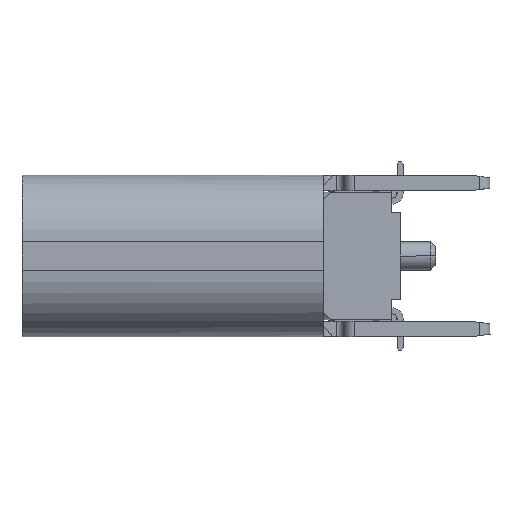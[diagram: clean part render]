
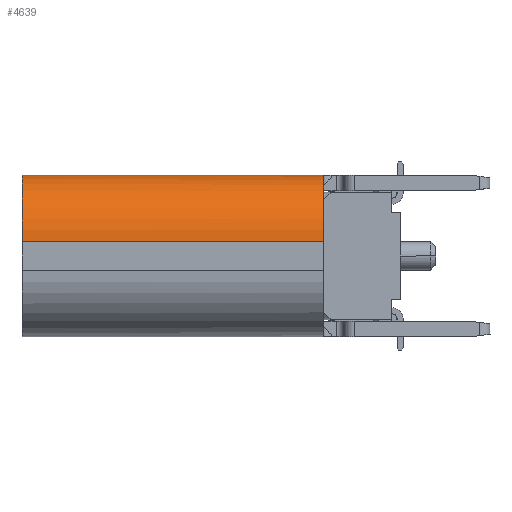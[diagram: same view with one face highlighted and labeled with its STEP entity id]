
A CAD part, left-side view. The second image highlights one B-rep face of the part: STEP entity #4639.
In plain terms, the highlighted cylindrical face has radius 1.3 mm (diameter 2.6 mm), a partial arc.
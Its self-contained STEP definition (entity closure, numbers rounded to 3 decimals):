
#4639=ADVANCED_FACE('NONE',(#7536),#7537,.T.);
#7536=FACE_OUTER_BOUND('',#15509,.T.);
#7537=CYLINDRICAL_SURFACE('',#15510,1.3);
#15509=EDGE_LOOP('',(#19811,#19812,#19813,#19814,#19815));
#15510=AXIS2_PLACEMENT_3D('',#19816,#19817,#19818);
#19811=ORIENTED_EDGE('',*,*,#27203,.T.);
#19812=ORIENTED_EDGE('',*,*,#27204,.F.);
#19813=ORIENTED_EDGE('',*,*,#27205,.T.);
#19814=ORIENTED_EDGE('',*,*,#27113,.T.);
#19815=ORIENTED_EDGE('',*,*,#27117,.T.);
#19816=CARTESIAN_POINT('',(-3.17,7.46,-1.03));
#19817=DIRECTION('',(0.,-1.,0.));
#19818=DIRECTION('',(0.,0.,-1.));
#27113=EDGE_CURVE('NONE',#35382,#35380,#35383,.T.);
#27117=EDGE_CURVE('NONE',#35380,#35387,#35389,.T.);
#27203=EDGE_CURVE('NONE',#35387,#35536,#35538,.T.);
#27204=EDGE_CURVE('NONE',#35539,#35536,#35540,.T.);
#27205=EDGE_CURVE('NONE',#35539,#35382,#35541,.T.);
#35380=VERTEX_POINT('NONE',#39875);
#35382=VERTEX_POINT('NONE',#39878);
#35383=LINE('',#39879,#39880);
#35387=VERTEX_POINT('NONE',#39885);
#35389=CIRCLE('',#39888,1.3);
#35536=VERTEX_POINT('NONE',#40143);
#35538=B_SPLINE_CURVE_WITH_KNOTS('',3,(#40145,#40146,#40147,#40148),.UNSPECIFIED.,.F.,.F.,(4,4),(0.0,0.),.UNSPECIFIED.);
#35539=VERTEX_POINT('NONE',#40149);
#35540=LINE('',#40150,#40151);
#35541=CIRCLE('',#40152,1.3);
#39875=CARTESIAN_POINT('',(-4.47,1.56,-1.03));
#39878=CARTESIAN_POINT('',(-4.47,7.46,-1.03));
#39879=CARTESIAN_POINT('',(-4.47,7.46,-1.03));
#39880=VECTOR('',#42639,1000.0);
#39885=CARTESIAN_POINT('',(-3.2,1.56,0.27));
#39888=AXIS2_PLACEMENT_3D('',#42645,#42646,#42647);
#40143=CARTESIAN_POINT('',(-3.17,1.557,0.27));
#40145=CARTESIAN_POINT('',(-3.2,1.56,0.27));
#40146=CARTESIAN_POINT('',(-3.19,1.56,0.27));
#40147=CARTESIAN_POINT('',(-3.18,1.559,0.27));
#40148=CARTESIAN_POINT('',(-3.17,1.557,0.27));
#40149=CARTESIAN_POINT('',(-3.17,7.46,0.27));
#40150=CARTESIAN_POINT('',(-3.17,7.46,0.27));
#40151=VECTOR('',#42779,1000.0);
#40152=AXIS2_PLACEMENT_3D('',#42780,#42781,#42782);
#42639=DIRECTION('',(0.,-1.,0.));
#42645=CARTESIAN_POINT('',(-3.17,1.56,-1.03));
#42646=DIRECTION('',(0.,1.,0.));
#42647=DIRECTION('',(0.,0.,-1.));
#42779=DIRECTION('',(0.,-1.,0.));
#42780=CARTESIAN_POINT('',(-3.17,7.46,-1.03));
#42781=DIRECTION('',(0.,-1.,0.));
#42782=DIRECTION('',(0.,0.,-1.));
